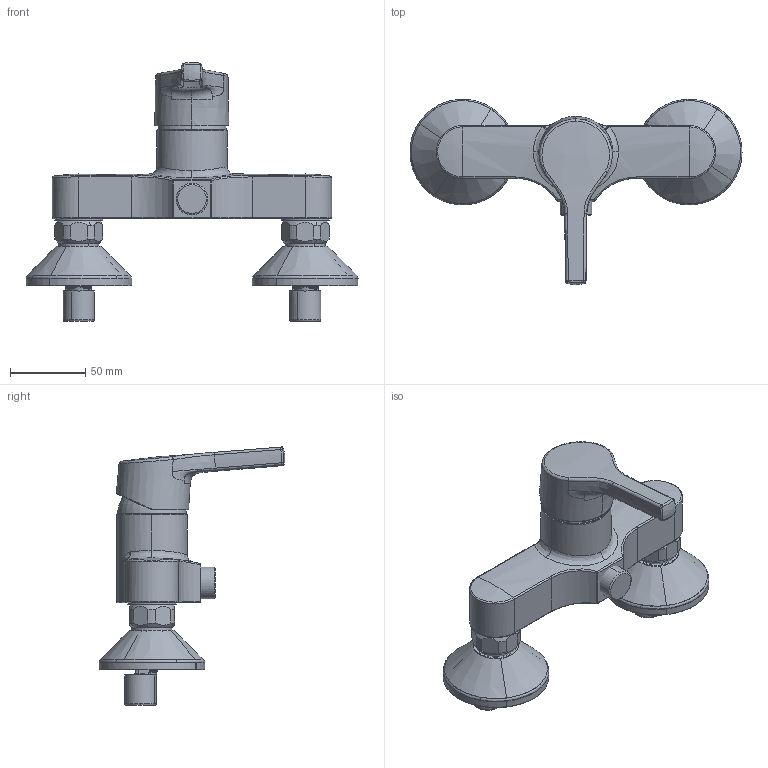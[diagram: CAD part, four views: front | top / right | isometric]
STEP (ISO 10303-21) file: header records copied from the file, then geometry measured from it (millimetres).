
FILE_DESCRIPTION (( 'STEP AP203' ), '1' );
FILE_NAME ('3963HY(2018)+56470103.STEP', '2018-05-02T02:55:55', ( '' ), ( '' ), 'SwSTEP 2.0', 'SolidWorks 2016', '' );
FILE_SCHEMA (( 'CONFIG_CONTROL_DESIGN' ));
Length unit declared in the file: millimetre
Products named in the file (1): 3963HY(2018)+56470103
Bounding box: 220 x 123.01 x 171.39 mm (x, y, z)
Volume: 416750.1 mm3; surface area: 91486.2 mm2
Topology: 10 solids, 10 shells, 400 faces, 942 edges, 564 vertices
Faces by surface type: bspline 147, cylinder 117, plane 73, torus 33, cone 18, sphere 12
Entity records: 25513 total; most frequent: CARTESIAN_POINT 17406, ORIENTED_EDGE 1868, DIRECTION 1355, EDGE_CURVE 934, AXIS2_PLACEMENT_3D 577, VERTEX_POINT 564, EDGE_LOOP 414, ADVANCED_FACE 400
